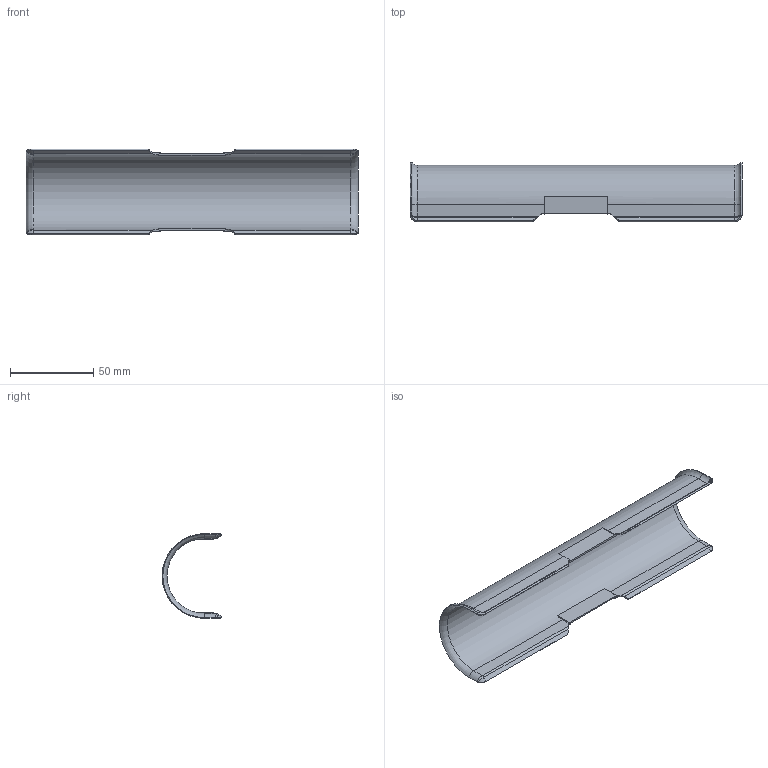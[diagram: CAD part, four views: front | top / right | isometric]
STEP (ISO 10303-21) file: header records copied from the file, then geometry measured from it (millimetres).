
FILE_DESCRIPTION (( 'STEP AP214' ), '1' );
FILE_NAME ('1195859.stp', '2017-02-22T09:12:07', ( '' ), ( '' ), 'SwSTEP 2.0', 'SolidWorks 2016', '' );
FILE_SCHEMA (( 'AUTOMOTIVE_DESIGN' ));
Length unit declared in the file: millimetre
Products named in the file (1): 1195859
Bounding box: 199.49 x 36 x 51.41 mm (x, y, z)
Volume: 18383.7 mm3; surface area: 37367.7 mm2
Topology: 1 solids, 1 shells, 122 faces, 268 edges, 148 vertices
Faces by surface type: plane 62, cylinder 30, bspline 24, torus 4, cone 2
Entity records: 3624 total; most frequent: CARTESIAN_POINT 1191, ORIENTED_EDGE 536, DIRECTION 446, EDGE_CURVE 268, LINE 168, VECTOR 168, VERTEX_POINT 148, AXIS2_PLACEMENT_3D 139
